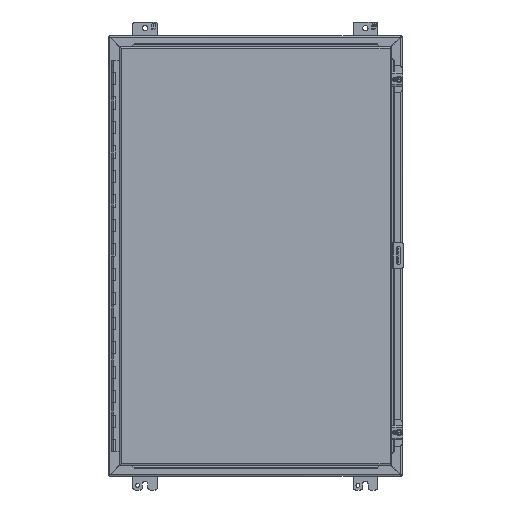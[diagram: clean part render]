
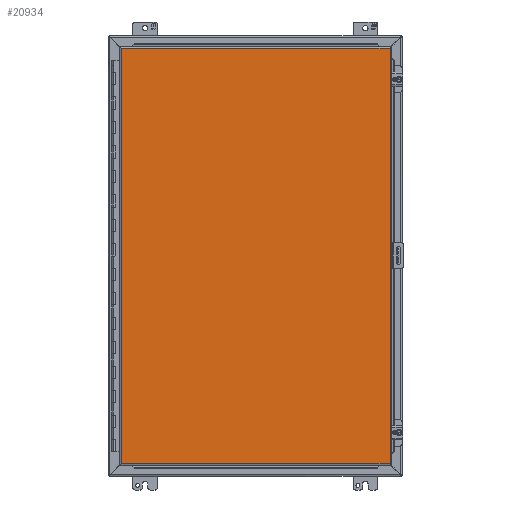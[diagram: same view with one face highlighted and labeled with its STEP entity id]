
A CAD part, front view. The second image highlights one B-rep face of the part: STEP entity #20934.
In plain terms, the highlighted planar face has unit normal (0, -1, 0).
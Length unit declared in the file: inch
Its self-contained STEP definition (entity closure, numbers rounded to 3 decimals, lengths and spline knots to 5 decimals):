
#1889 = DIRECTION ( 'NONE',  ( 1., 0., 0. ) ) ;
#1913 = VERTEX_POINT ( 'NONE', #25533 ) ;
#2288 = FACE_OUTER_BOUND ( 'NONE', #25800, .T. ) ;
#5115 = DIRECTION ( 'NONE',  ( 0., 0., -1. ) ) ;
#5995 = VERTEX_POINT ( 'NONE', #16335 ) ;
#6636 = VECTOR ( 'NONE', #16638, 39.37008 ) ;
#8283 = VERTEX_POINT ( 'NONE', #21843 ) ;
#12412 = ORIENTED_EDGE ( 'NONE', *, *, #30087, .F. ) ;
#12512 = CARTESIAN_POINT ( 'NONE',  ( 11.017, -9.185, 16.9945 ) ) ;
#14026 = DIRECTION ( 'NONE',  ( 0., 0., 1. ) ) ;
#15029 = CARTESIAN_POINT ( 'NONE',  ( -10.955, -9.185, -16.9945 ) ) ;
#15106 = DIRECTION ( 'NONE',  ( 0., -1., 0. ) ) ;
#16335 = CARTESIAN_POINT ( 'NONE',  ( 11.017, -9.185, 16.9945 ) ) ;
#16638 = DIRECTION ( 'NONE',  ( 0., 0., -1. ) ) ;
#16793 = VECTOR ( 'NONE', #32593, 39.37008 ) ;
#20934 = ADVANCED_FACE ( 'NONE', ( #2288 ), #21416, .T. ) ;
#21416 = PLANE ( 'NONE',  #24621 ) ;
#21843 = CARTESIAN_POINT ( 'NONE',  ( 11.017, -9.185, -16.9945 ) ) ;
#22529 = LINE ( 'NONE', #12512, #6636 ) ;
#23659 = ORIENTED_EDGE ( 'NONE', *, *, #34780, .F. ) ;
#24621 = AXIS2_PLACEMENT_3D ( 'NONE', #31851, #15106, #5115 ) ;
#25533 = CARTESIAN_POINT ( 'NONE',  ( -10.955, -9.185, 16.9945 ) ) ;
#25800 = EDGE_LOOP ( 'NONE', ( #35343, #36717, #12412, #23659 ) ) ;
#25861 = CARTESIAN_POINT ( 'NONE',  ( 11.017, -9.185, -16.9945 ) ) ;
#28916 = LINE ( 'NONE', #25861, #16793 ) ;
#30087 = EDGE_CURVE ( 'NONE', #38030, #1913, #30554, .T. ) ;
#30135 = CARTESIAN_POINT ( 'NONE',  ( -10.955, -9.185, -16.9945 ) ) ;
#30554 = LINE ( 'NONE', #30135, #34895 ) ;
#31670 = CARTESIAN_POINT ( 'NONE',  ( -10.955, -9.185, 16.9945 ) ) ;
#31851 = CARTESIAN_POINT ( 'NONE',  ( -10.955, -9.185, -16.9945 ) ) ;
#32593 = DIRECTION ( 'NONE',  ( -1., 0., 0. ) ) ;
#32680 = EDGE_CURVE ( 'NONE', #5995, #8283, #22529, .T. ) ;
#33668 = EDGE_CURVE ( 'NONE', #1913, #5995, #35365, .T. ) ;
#34461 = VECTOR ( 'NONE', #1889, 39.37008 ) ;
#34780 = EDGE_CURVE ( 'NONE', #8283, #38030, #28916, .T. ) ;
#34895 = VECTOR ( 'NONE', #14026, 39.37008 ) ;
#35343 = ORIENTED_EDGE ( 'NONE', *, *, #32680, .F. ) ;
#35365 = LINE ( 'NONE', #31670, #34461 ) ;
#36717 = ORIENTED_EDGE ( 'NONE', *, *, #33668, .F. ) ;
#38030 = VERTEX_POINT ( 'NONE', #15029 ) ;
